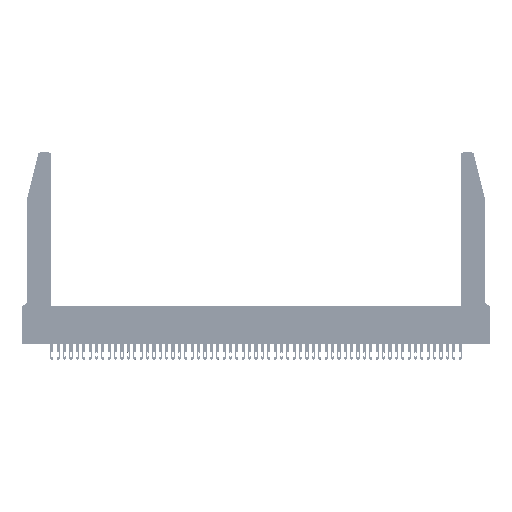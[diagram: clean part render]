
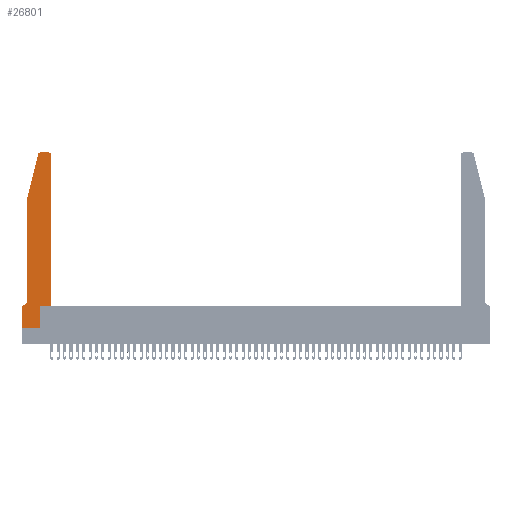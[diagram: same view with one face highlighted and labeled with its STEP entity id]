
A CAD part, top view. The second image highlights one B-rep face of the part: STEP entity #26801.
In plain terms, the highlighted planar face has unit normal (0, 0, 1).
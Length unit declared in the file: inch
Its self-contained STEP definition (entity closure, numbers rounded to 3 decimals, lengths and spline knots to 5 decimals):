
#1675 = CARTESIAN_POINT ( 'NONE',  ( 0.0755, 0.35, 0.37 ) ) ;
#1937 = VECTOR ( 'NONE', #46816, 39.37008 ) ;
#2518 = ORIENTED_EDGE ( 'NONE', *, *, #45727, .T. ) ;
#2711 = EDGE_CURVE ( 'NONE', #31661, #25473, #52488, .T. ) ;
#3665 = CARTESIAN_POINT ( 'NONE',  ( 0.2605, 2.75, 0.37 ) ) ;
#4125 = AXIS2_PLACEMENT_3D ( 'NONE', #47502, #26891, #51567 ) ;
#5102 = EDGE_CURVE ( 'NONE', #10819, #12129, #7747, .T. ) ;
#5240 = CARTESIAN_POINT ( 'NONE',  ( 0.4205, 2.75, 0.37 ) ) ;
#5454 = CARTESIAN_POINT ( 'NONE',  ( 0.0755, 2., 0.37 ) ) ;
#5578 = CARTESIAN_POINT ( 'NONE',  ( 0., 0.35, 0.37 ) ) ;
#5859 = CARTESIAN_POINT ( 'NONE',  ( 0.4205, 2.72, 0.37 ) ) ;
#7357 = ORIENTED_EDGE ( 'NONE', *, *, #35473, .T. ) ;
#7703 = AXIS2_PLACEMENT_3D ( 'NONE', #17692, #33739, #21802 ) ;
#7747 = LINE ( 'NONE', #32127, #49729 ) ;
#7766 = DIRECTION ( 'NONE',  ( -0.239, -0.971, 0. ) ) ;
#8350 = LINE ( 'NONE', #20878, #33156 ) ;
#9580 = CARTESIAN_POINT ( 'NONE',  ( 0.4505, 0.35, 0.37 ) ) ;
#10493 = CARTESIAN_POINT ( 'NONE',  ( 0.0755, 0.42, 0.37 ) ) ;
#10543 = DIRECTION ( 'NONE',  ( 0., 0., -1. ) ) ;
#10819 = VERTEX_POINT ( 'NONE', #21462 ) ;
#11245 = ORIENTED_EDGE ( 'NONE', *, *, #19915, .T. ) ;
#12129 = VERTEX_POINT ( 'NONE', #50302 ) ;
#14003 = DIRECTION ( 'NONE',  ( 0., 0., 1. ) ) ;
#14494 = EDGE_CURVE ( 'NONE', #25473, #41413, #18169, .T. ) ;
#15886 = DIRECTION ( 'NONE',  ( -1., 0., 0. ) ) ;
#16089 = LINE ( 'NONE', #35838, #39639 ) ;
#16471 = FACE_OUTER_BOUND ( 'NONE', #33469, .T. ) ;
#17142 = ORIENTED_EDGE ( 'NONE', *, *, #37463, .T. ) ;
#17231 = VECTOR ( 'NONE', #42132, 39.37008 ) ;
#17612 = CIRCLE ( 'NONE', #4125, 0.03 ) ;
#17692 = CARTESIAN_POINT ( 'NONE',  ( 0., 0.35, 0.37 ) ) ;
#17867 = VERTEX_POINT ( 'NONE', #21468 ) ;
#18169 = LINE ( 'NONE', #39974, #32846 ) ;
#18484 = CARTESIAN_POINT ( 'NONE',  ( 0.2865, 0., 0.37 ) ) ;
#19612 = ORIENTED_EDGE ( 'NONE', *, *, #20703, .T. ) ;
#19915 = EDGE_CURVE ( 'NONE', #12129, #49082, #20904, .T. ) ;
#20703 = EDGE_CURVE ( 'NONE', #17867, #10819, #17612, .T. ) ;
#20878 = CARTESIAN_POINT ( 'NONE',  ( 0.2865, 0.35, 0.37 ) ) ;
#20904 = LINE ( 'NONE', #5454, #35535 ) ;
#21235 = CARTESIAN_POINT ( 'NONE',  ( 0.0055, 0.35, 0.37 ) ) ;
#21462 = CARTESIAN_POINT ( 'NONE',  ( 0.25487, 2.72718, 0.37 ) ) ;
#21468 = CARTESIAN_POINT ( 'NONE',  ( 0.284, 2.75, 0.37 ) ) ;
#21802 = DIRECTION ( 'NONE',  ( 1., 0., 0. ) ) ;
#24053 = VERTEX_POINT ( 'NONE', #5240 ) ;
#24338 = CARTESIAN_POINT ( 'NONE',  ( 0.4505, 0.35, 0.37 ) ) ;
#24526 = AXIS2_PLACEMENT_3D ( 'NONE', #5859, #14003, #34655 ) ;
#24794 = DIRECTION ( 'NONE',  ( 0., 1., 0. ) ) ;
#24858 = AXIS2_PLACEMENT_3D ( 'NONE', #51069, #10543, #46675 ) ;
#25473 = VERTEX_POINT ( 'NONE', #38097 ) ;
#25642 = CARTESIAN_POINT ( 'NONE',  ( 0.4505, 2.72, 0.37 ) ) ;
#25750 = DIRECTION ( 'NONE',  ( 0., -1., 0. ) ) ;
#26092 = DIRECTION ( 'NONE',  ( 0., -1., 0. ) ) ;
#26801 = ADVANCED_FACE ( 'NONE', ( #16471 ), #50240, .T. ) ;
#26891 = DIRECTION ( 'NONE',  ( 0., 0., 1. ) ) ;
#27468 = LINE ( 'NONE', #9580, #17231 ) ;
#31372 = EDGE_CURVE ( 'NONE', #34093, #24053, #46638, .T. ) ;
#31461 = VERTEX_POINT ( 'NONE', #21235 ) ;
#31661 = VERTEX_POINT ( 'NONE', #5578 ) ;
#32127 = CARTESIAN_POINT ( 'NONE',  ( 0.0755, 2., 0.37 ) ) ;
#32172 = ORIENTED_EDGE ( 'NONE', *, *, #31372, .T. ) ;
#32846 = VECTOR ( 'NONE', #35545, 39.37008 ) ;
#33083 = ORIENTED_EDGE ( 'NONE', *, *, #5102, .T. ) ;
#33156 = VECTOR ( 'NONE', #24794, 39.37008 ) ;
#33469 = EDGE_LOOP ( 'NONE', ( #2518, #19612, #33083, #11245, #48827, #50841, #45706, #50547, #17142, #7357, #50374, #32172 ) ) ;
#33739 = DIRECTION ( 'NONE',  ( 0., 0., 1. ) ) ;
#34093 = VERTEX_POINT ( 'NONE', #25642 ) ;
#34393 = LINE ( 'NONE', #1675, #1937 ) ;
#34655 = DIRECTION ( 'NONE',  ( 1., 0., 0. ) ) ;
#35473 = EDGE_CURVE ( 'NONE', #43039, #50559, #16089, .T. ) ;
#35535 = VECTOR ( 'NONE', #26092, 39.37008 ) ;
#35545 = DIRECTION ( 'NONE',  ( 1., 0., 0. ) ) ;
#35698 = CIRCLE ( 'NONE', #24858, 0.07 ) ;
#35838 = CARTESIAN_POINT ( 'NONE',  ( 0.4505, 0.35, 0.37 ) ) ;
#36504 = EDGE_CURVE ( 'NONE', #50559, #34093, #27468, .T. ) ;
#37463 = EDGE_CURVE ( 'NONE', #41413, #43039, #8350, .T. ) ;
#37734 = EDGE_CURVE ( 'NONE', #49082, #31461, #35698, .T. ) ;
#38097 = CARTESIAN_POINT ( 'NONE',  ( 0., 0., 0.37 ) ) ;
#38358 = CARTESIAN_POINT ( 'NONE',  ( 0., 0., 0.37 ) ) ;
#38428 = LINE ( 'NONE', #3665, #52370 ) ;
#39639 = VECTOR ( 'NONE', #43808, 39.37008 ) ;
#39974 = CARTESIAN_POINT ( 'NONE',  ( 0., 0., 0.37 ) ) ;
#41413 = VERTEX_POINT ( 'NONE', #18484 ) ;
#42132 = DIRECTION ( 'NONE',  ( 0., 1., 0. ) ) ;
#42998 = VECTOR ( 'NONE', #25750, 39.37008 ) ;
#43039 = VERTEX_POINT ( 'NONE', #44126 ) ;
#43808 = DIRECTION ( 'NONE',  ( 1., 0., 0. ) ) ;
#44126 = CARTESIAN_POINT ( 'NONE',  ( 0.2865, 0.35, 0.37 ) ) ;
#45706 = ORIENTED_EDGE ( 'NONE', *, *, #2711, .T. ) ;
#45727 = EDGE_CURVE ( 'NONE', #24053, #17867, #38428, .T. ) ;
#46100 = EDGE_CURVE ( 'NONE', #31461, #31661, #34393, .T. ) ;
#46638 = CIRCLE ( 'NONE', #24526, 0.03 ) ;
#46675 = DIRECTION ( 'NONE',  ( -1., 0., 0. ) ) ;
#46816 = DIRECTION ( 'NONE',  ( -1., 0., 0. ) ) ;
#47502 = CARTESIAN_POINT ( 'NONE',  ( 0.284, 2.72, 0.37 ) ) ;
#48827 = ORIENTED_EDGE ( 'NONE', *, *, #37734, .T. ) ;
#49082 = VERTEX_POINT ( 'NONE', #10493 ) ;
#49729 = VECTOR ( 'NONE', #7766, 39.37008 ) ;
#50240 = PLANE ( 'NONE',  #7703 ) ;
#50302 = CARTESIAN_POINT ( 'NONE',  ( 0.0755, 2., 0.37 ) ) ;
#50374 = ORIENTED_EDGE ( 'NONE', *, *, #36504, .T. ) ;
#50547 = ORIENTED_EDGE ( 'NONE', *, *, #14494, .T. ) ;
#50559 = VERTEX_POINT ( 'NONE', #24338 ) ;
#50841 = ORIENTED_EDGE ( 'NONE', *, *, #46100, .T. ) ;
#51069 = CARTESIAN_POINT ( 'NONE',  ( 0.0055, 0.42, 0.37 ) ) ;
#51567 = DIRECTION ( 'NONE',  ( 1., 0., 0. ) ) ;
#52370 = VECTOR ( 'NONE', #15886, 39.37008 ) ;
#52488 = LINE ( 'NONE', #38358, #42998 ) ;
